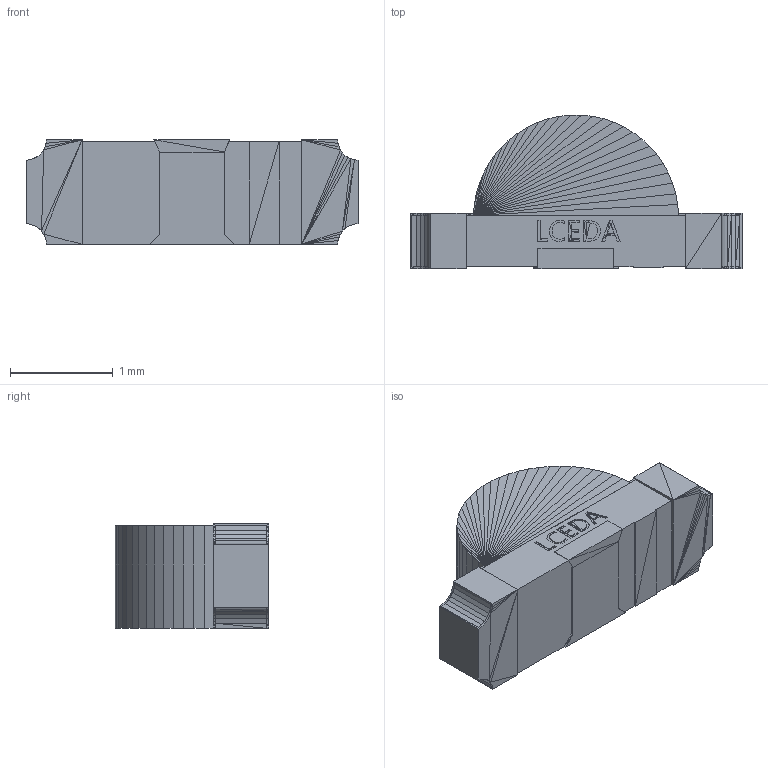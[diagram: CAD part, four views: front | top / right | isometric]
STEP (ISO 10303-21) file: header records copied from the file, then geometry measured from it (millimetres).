
FILE_DESCRIPTION(/* description */ (''),/* implementation_level */ '2;1');
FILE_NAME(/* name */ 'LED_SideMount_0603.step',/* time_stamp */ '2024-03-30T04:26:19+01:00',/* author */ (''),/* organization */ (''),/* preprocessor_version */ 'ST-DEVELOPER v20',/* originating_system */ 'Autodesk Translation Framework v12.20.1.177',/* authorisation */ '');
FILE_SCHEMA (('AUTOMOTIVE_DESIGN { 1 0 10303 214 3 1 1 }'));
Length unit declared in the file: millimetre
Products named in the file (1): (Unsaved)
Bounding box: 3.24 x 1.5 x 1.02 mm (x, y, z)
Volume: 3.2 mm3; surface area: 25.4 mm2
Topology: 2 solids, 2 shells, 522 faces, 1144 edges, 555 vertices
Faces by surface type: plane 522
Entity records: 13421 total; most frequent: ORIENTED_EDGE 2288, CARTESIAN_POINT 2222, DIRECTION 2190, LINE 1144, VECTOR 1144, EDGE_CURVE 1144, VERTEX_POINT 555, EDGE_LOOP 527
